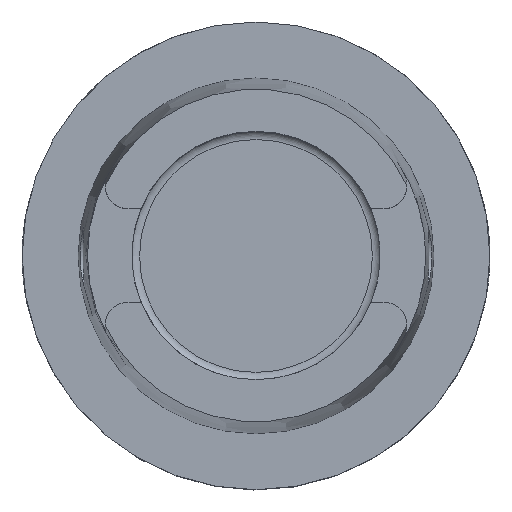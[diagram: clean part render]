
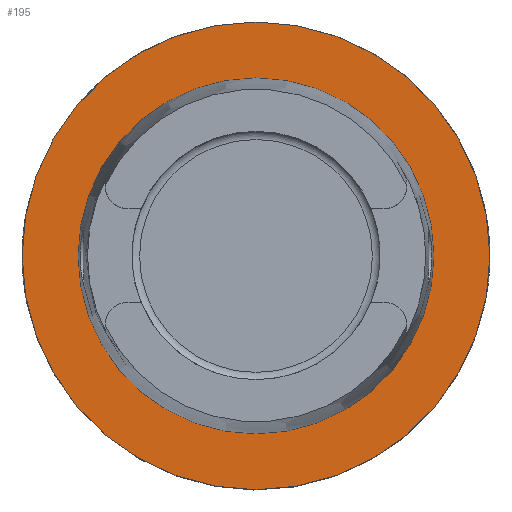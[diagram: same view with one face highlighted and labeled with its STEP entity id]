
A CAD part, top view. The second image highlights one B-rep face of the part: STEP entity #195.
In plain terms, the highlighted planar face has unit normal (0, 0, 1).
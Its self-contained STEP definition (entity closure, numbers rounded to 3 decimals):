
#91=FACE_BOUND('',#357,.T.);
#92=FACE_BOUND('',#358,.T.);
#195=ADVANCED_FACE('',(#91,#92),#253,.F.);
#253=PLANE('',#1383);
#357=EDGE_LOOP('',(#659));
#358=EDGE_LOOP('',(#660));
#441=CIRCLE('',#1338,49.965);
#465=CIRCLE('',#1381,38.008);
#659=ORIENTED_EDGE('',*,*,#1005,.T.);
#660=ORIENTED_EDGE('',*,*,#1082,.T.);
#875=VERTEX_POINT('',#2008);
#930=VERTEX_POINT('',#2294);
#1005=EDGE_CURVE('',#875,#875,#441,.T.);
#1082=EDGE_CURVE('',#930,#930,#465,.T.);
#1338=AXIS2_PLACEMENT_3D('',#2007,#1549,#1550);
#1381=AXIS2_PLACEMENT_3D('',#2293,#1665,#1666);
#1383=AXIS2_PLACEMENT_3D('',#2296,#1669,#1670);
#1549=DIRECTION('',(0.,0.,1.));
#1550=DIRECTION('',(1.,0.,0.));
#1665=DIRECTION('',(0.,0.,-1.));
#1666=DIRECTION('',(1.,0.,0.));
#1669=DIRECTION('',(0.,0.,-1.));
#1670=DIRECTION('',(1.,0.,0.));
#2007=CARTESIAN_POINT('',(0.,0.,0.));
#2008=CARTESIAN_POINT('',(49.965,0.,0.));
#2293=CARTESIAN_POINT('',(0.,0.,0.));
#2294=CARTESIAN_POINT('',(38.008,0.,0.));
#2296=CARTESIAN_POINT('',(0.,-39.062,0.));
